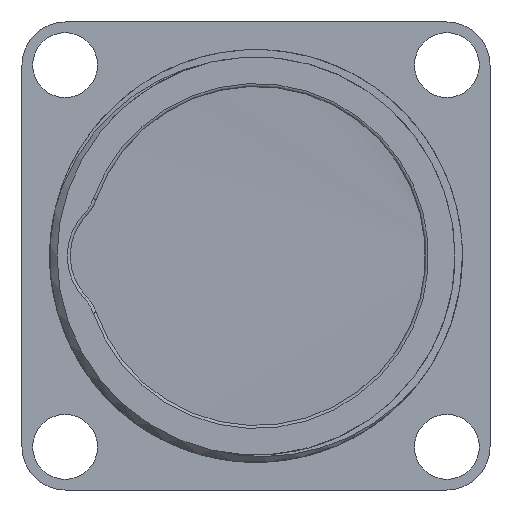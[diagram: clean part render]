
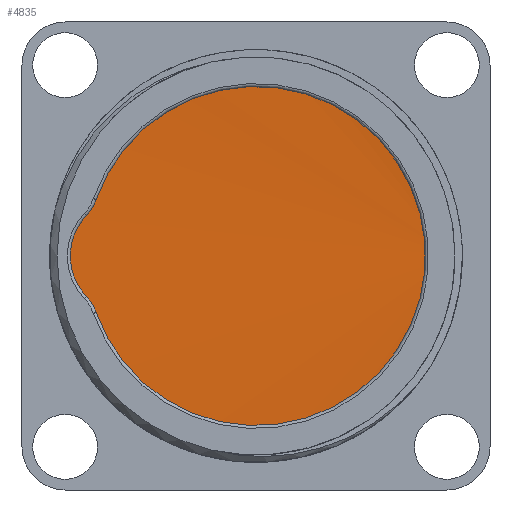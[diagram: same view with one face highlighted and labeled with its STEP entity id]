
A CAD part, left-side view. The second image highlights one B-rep face of the part: STEP entity #4835.
In plain terms, the highlighted cylindrical face has radius 13.5 mm (diameter 27 mm), a full revolution.
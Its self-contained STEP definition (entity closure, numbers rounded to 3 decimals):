
#407=CIRCLE('',#5264,13.5);
#662=FACE_OUTER_BOUND('',#947,.T.);
#947=EDGE_LOOP('',(#3423,#3424,#3425,#3426));
#1178=B_SPLINE_CURVE_WITH_KNOTS('',3,(#8271,#8272,#8273,#8274,#8275,#8276,
#8277,#8278,#8279,#8280,#8281,#8282,#8283),.UNSPECIFIED.,.F.,.F.,(4,1,1,
1,1,1,1,1,1,1,4),(4.937,5.42,5.903,6.386,
6.869,7.352,7.835,8.318,8.801,
9.285,9.425),.UNSPECIFIED.);
#1267=LINE('',#6977,#1536);
#1273=LINE('',#7081,#1542);
#1536=VECTOR('',#5596,13.5);
#1542=VECTOR('',#5618,13.5);
#1805=VERTEX_POINT('',#6975);
#1806=VERTEX_POINT('',#6976);
#1814=VERTEX_POINT('',#7080);
#1877=VERTEX_POINT('',#7492);
#2288=EDGE_CURVE('',#1805,#1806,#1267,.T.);
#2302=EDGE_CURVE('',#1814,#1805,#1273,.T.);
#2512=EDGE_CURVE('',#1877,#1814,#407,.T.);
#2526=EDGE_CURVE('',#1877,#1806,#1178,.T.);
#3423=ORIENTED_EDGE('',*,*,#2288,.T.);
#3424=ORIENTED_EDGE('',*,*,#2526,.F.);
#3425=ORIENTED_EDGE('',*,*,#2512,.T.);
#3426=ORIENTED_EDGE('',*,*,#2302,.T.);
#4448=CYLINDRICAL_SURFACE('',#5282,13.5);
#4835=ADVANCED_FACE('',(#662),#4448,.T.);
#5264=AXIS2_PLACEMENT_3D('',#7877,#6099,#6100);
#5282=AXIS2_PLACEMENT_3D('',#8284,#6136,#6137);
#5596=DIRECTION('',(1.,0.,0.));
#5618=DIRECTION('',(1.,0.,0.));
#6099=DIRECTION('center_axis',(1.,0.,0.));
#6100=DIRECTION('ref_axis',(0.,-1.,0.));
#6136=DIRECTION('center_axis',(1.,0.,0.));
#6137=DIRECTION('ref_axis',(0.,1.,0.));
#6975=CARTESIAN_POINT('',(0.8,-13.5,0.));
#6976=CARTESIAN_POINT('',(2.,-13.5,0.));
#6977=CARTESIAN_POINT('',(-0.6,-13.5,0.));
#7080=CARTESIAN_POINT('',(0.,-13.5,0.));
#7081=CARTESIAN_POINT('',(-0.6,-13.5,0.));
#7492=CARTESIAN_POINT('',(0.,3.004,13.162));
#7877=CARTESIAN_POINT('Origin',(0.,0.,0.));
#8271=CARTESIAN_POINT('Ctrl Pts',(0.,3.004,
13.162));
#8272=CARTESIAN_POINT('Ctrl Pts',(0.072,5.123,12.678));
#8273=CARTESIAN_POINT('Ctrl Pts',(0.215,9.122,10.668));
#8274=CARTESIAN_POINT('Ctrl Pts',(0.431,13.034,5.209));
#8275=CARTESIAN_POINT('Ctrl Pts',(0.646,13.962,-1.441));
#8276=CARTESIAN_POINT('Ctrl Pts',(0.861,11.695,-7.762));
#8277=CARTESIAN_POINT('Ctrl Pts',(1.076,6.751,-12.306));
#8278=CARTESIAN_POINT('Ctrl Pts',(1.292,0.262,-14.034));
#8279=CARTESIAN_POINT('Ctrl Pts',(1.507,-6.287,-12.55));
#8280=CARTESIAN_POINT('Ctrl Pts',(1.722,-11.397,-8.194));
#8281=CARTESIAN_POINT('Ctrl Pts',(1.887,-13.307,-3.436));
#8282=CARTESIAN_POINT('Ctrl Pts',(1.979,-13.5,-0.631));
#8283=CARTESIAN_POINT('Ctrl Pts',(2.,-13.5,0.));
#8284=CARTESIAN_POINT('Origin',(-0.6,0.,0.));
